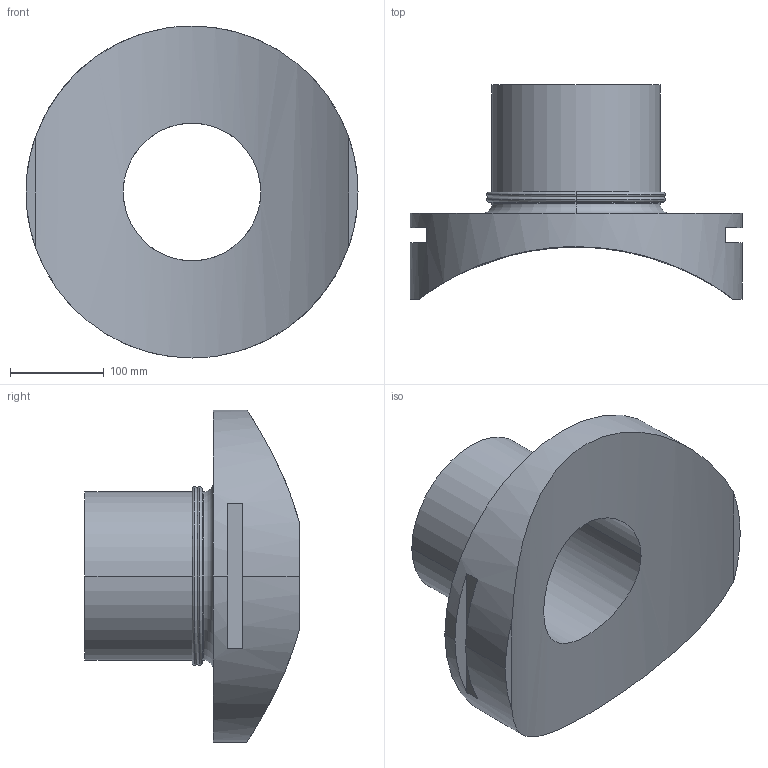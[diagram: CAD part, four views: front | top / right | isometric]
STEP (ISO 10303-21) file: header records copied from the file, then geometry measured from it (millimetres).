
FILE_DESCRIPTION( ( '' ), '1' );
FILE_NAME( 'AGRU_25289561811_PE_100_schwarz_Stutzenschelle_System_Topload_560_180_SDR11_ISO_S-5_05.stp', '2017-12-13T08:13:03', ( '' ), ( '' ), ' ', ' ', ' ' );
FILE_SCHEMA( ( 'automotive_design' ) );
Length unit declared in the file: millimetre
Products named in the file (1): 1
Bounding box: 355 x 229 x 355 mm (x, y, z)
Volume: 5496090.2 mm3; surface area: 421858.1 mm2
Topology: 1 solids, 1 shells, 47 faces, 112 edges, 74 vertices
Faces by surface type: cylinder 21, plane 16, torus 10
Entity records: 2988 total; most frequent: CARTESIAN_POINT 496, DIRECTION 276, STYLED_ITEM 234, PRESENTATION_STYLE_ASSIGNMENT 234, COLOUR_RGB 234, ORIENTED_EDGE 224, AXIS2_PLACEMENT_3D 122, EDGE_CURVE 112
